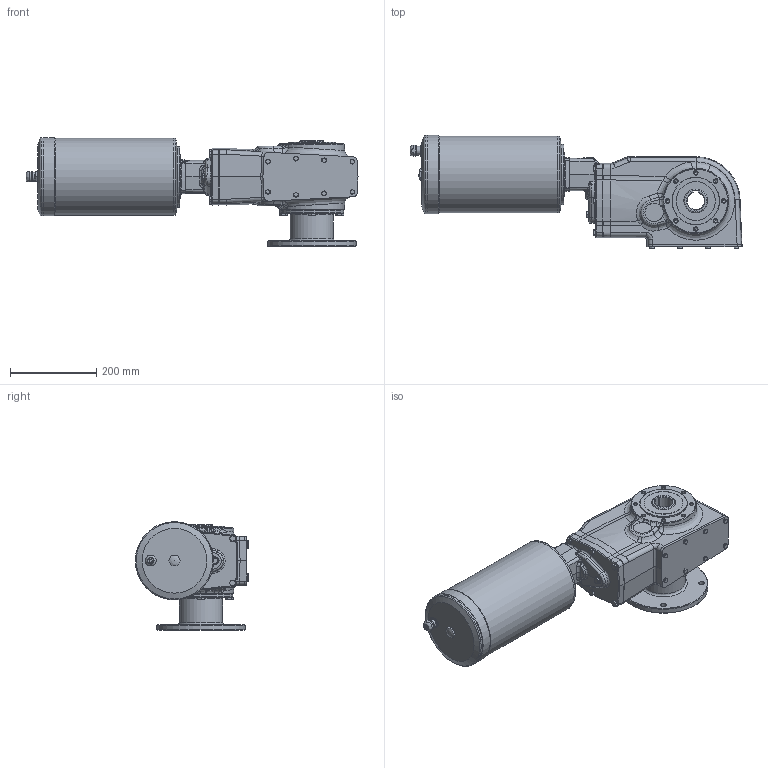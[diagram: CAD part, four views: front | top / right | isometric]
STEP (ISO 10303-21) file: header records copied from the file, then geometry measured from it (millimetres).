
FILE_DESCRIPTION( ( 'Unknown' ), '1' );
FILE_NAME( 'D2F0C1E3BFF8E3B54DD5FB49BDD1369F.3d.stp', 'Unknown', ( 'Unknown' ), ( 'Unknown' ), 'PSStep 10.1', 'Unknown', ' ' );
FILE_SCHEMA( ( 'AUTOMOTIVE_DESIGN { 1 0 10303 214 1 1 1 1 }' ) );
Length unit declared in the file: millimetre
Products named in the file (1): X74N
Bounding box: 768.4 x 262.1 x 251.5 mm (x, y, z)
Volume: 16825246.3 mm3; surface area: 668166.3 mm2
Topology: 1 solids, 29 shells, 1062 faces, 2451 edges, 1513 vertices
Faces by surface type: plane 360, cylinder 242, cone 222, bspline 163, torus 64, revolution 4, extrusion 4, sphere 3
Full cylindrical faces by diameter (mm): 2.6 x1, 6 x8, 6.647 x8, 7 x9, 8 x4, 8.376 x32, 8.9 x8, 9 x8, 10 x4, 11 x4, 11.6 x6, 13 x8, 13.4 x1, 14 x4, 14.6 x4, 16.662 x1, 18 x2, 20 x1, 24 x1, 30 x1, 42.5 x2, 47 x1, 55 x2, 85 x1, 88 x1, 90 x2, 95 x2, 100 x1, 110 x3, 140 x1
Entity records: 60212 total; most frequent: CARTESIAN_POINT 30819, ORIENTED_EDGE 4078, DIRECTION 4030, EDGE_CURVE 2039, AXIS2_PLACEMENT_3D 1713, EDGE_LOOP 1460, VERTEX_POINT 1403, FACE_OUTER_BOUND 1259
